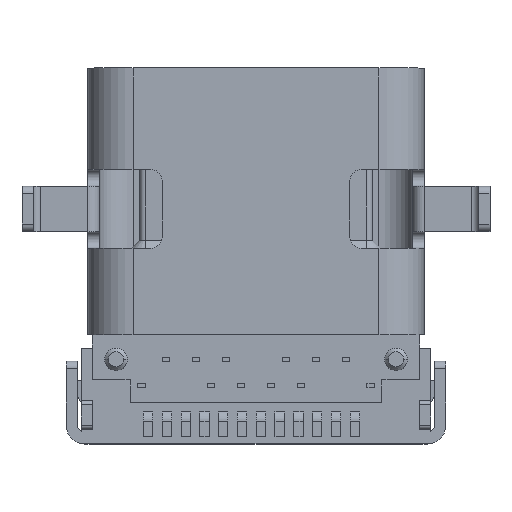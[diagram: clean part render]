
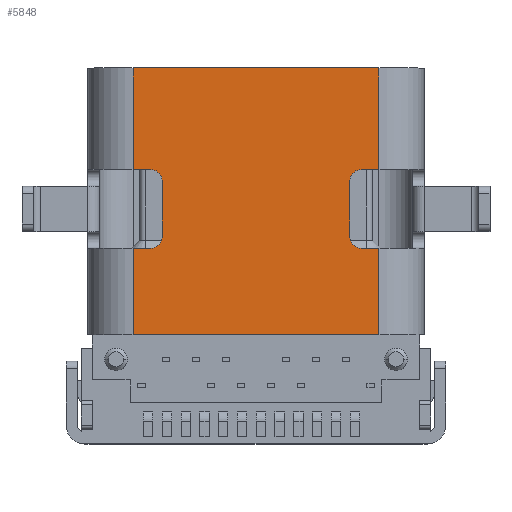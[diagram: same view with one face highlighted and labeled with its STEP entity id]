
A CAD part, top view. The second image highlights one B-rep face of the part: STEP entity #5848.
In plain terms, the highlighted planar face has unit normal (0, 0, 1).
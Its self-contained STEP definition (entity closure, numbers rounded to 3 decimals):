
#20=DIRECTION('',(1.,0.,0.));
#21=VECTOR('',#20,6.54);
#22=CARTESIAN_POINT('',(-3.27,0.,0.));
#23=LINE('',#22,#21);
#95=DIRECTION('',(1.,0.,0.));
#96=VECTOR('',#95,6.54);
#97=CARTESIAN_POINT('',(-3.27,-7.095,0.));
#98=LINE('',#97,#96);
#964=CARTESIAN_POINT('',(2.8,-4.5,0.));
#965=DIRECTION('',(0.,0.,-1.));
#966=DIRECTION('',(0.,-1.,0.));
#967=AXIS2_PLACEMENT_3D('',#964,#965,#966);
#977=DIRECTION('',(0.,-1.,0.));
#978=VECTOR('',#977,1.5);
#979=CARTESIAN_POINT('',(-2.5,-3.,0.));
#980=LINE('',#979,#978);
#981=DIRECTION('',(1.,0.,0.));
#982=VECTOR('',#981,0.47);
#983=CARTESIAN_POINT('',(-3.27,-2.7,0.));
#984=LINE('',#983,#982);
#985=DIRECTION('',(0.,-1.,0.));
#986=VECTOR('',#985,2.7);
#987=CARTESIAN_POINT('',(-3.27,0.,0.));
#988=LINE('',#987,#986);
#989=DIRECTION('',(1.,0.,0.));
#990=VECTOR('',#989,0.47);
#991=CARTESIAN_POINT('',(2.8,-2.7,0.));
#992=LINE('',#991,#990);
#993=DIRECTION('',(0.,-1.,0.));
#994=VECTOR('',#993,1.5);
#995=CARTESIAN_POINT('',(2.5,-3.,0.));
#996=LINE('',#995,#994);
#997=DIRECTION('',(1.,0.,0.));
#998=VECTOR('',#997,0.47);
#999=CARTESIAN_POINT('',(2.8,-4.8,0.));
#1000=LINE('',#999,#998);
#1001=DIRECTION('',(0.,-1.,0.));
#1002=VECTOR('',#1001,2.295);
#1003=CARTESIAN_POINT('',(-3.27,-4.8,0.));
#1004=LINE('',#1003,#1002);
#1005=DIRECTION('',(1.,0.,0.));
#1006=VECTOR('',#1005,0.47);
#1007=CARTESIAN_POINT('',(-3.27,-4.8,0.));
#1008=LINE('',#1007,#1006);
#1017=CARTESIAN_POINT('',(-2.8,-4.5,0.));
#1018=DIRECTION('',(0.,0.,-1.));
#1019=DIRECTION('',(1.,0.,0.));
#1020=AXIS2_PLACEMENT_3D('',#1017,#1018,#1019);
#1062=CARTESIAN_POINT('',(-2.8,-3.,0.));
#1063=DIRECTION('',(0.,0.,-1.));
#1064=DIRECTION('',(0.,1.,0.));
#1065=AXIS2_PLACEMENT_3D('',#1062,#1063,#1064);
#1433=CARTESIAN_POINT('',(2.8,-3.,0.));
#1434=DIRECTION('',(0.,0.,-1.));
#1435=DIRECTION('',(-1.,0.,0.));
#1436=AXIS2_PLACEMENT_3D('',#1433,#1434,#1435);
#1448=DIRECTION('',(0.,-1.,0.));
#1449=VECTOR('',#1448,2.7);
#1450=CARTESIAN_POINT('',(3.27,0.,0.));
#1451=LINE('',#1450,#1449);
#1457=DIRECTION('',(0.,-1.,0.));
#1458=VECTOR('',#1457,2.295);
#1459=CARTESIAN_POINT('',(3.27,-4.8,0.));
#1460=LINE('',#1459,#1458);
#3609=CARTESIAN_POINT('',(-3.27,0.,0.));
#3610=VERTEX_POINT('',#3609);
#3611=CARTESIAN_POINT('',(3.27,0.,0.));
#3612=VERTEX_POINT('',#3611);
#3623=CARTESIAN_POINT('',(-3.27,-7.095,0.));
#3624=VERTEX_POINT('',#3623);
#3625=CARTESIAN_POINT('',(3.27,-7.095,0.));
#3626=VERTEX_POINT('',#3625);
#3667=CARTESIAN_POINT('',(3.27,-2.7,0.));
#3669=VERTEX_POINT('',#3667);
#3671=CARTESIAN_POINT('',(3.27,-4.8,0.));
#3673=VERTEX_POINT('',#3671);
#3719=CARTESIAN_POINT('',(-3.27,-2.7,0.));
#3720=VERTEX_POINT('',#3719);
#3721=CARTESIAN_POINT('',(-3.27,-4.8,0.));
#3722=VERTEX_POINT('',#3721);
#3760=CARTESIAN_POINT('',(2.5,-4.5,0.));
#3762=VERTEX_POINT('',#3760);
#3764=CARTESIAN_POINT('',(2.8,-4.8,0.));
#3766=VERTEX_POINT('',#3764);
#3767=CARTESIAN_POINT('',(2.5,-3.,0.));
#3769=VERTEX_POINT('',#3767);
#3771=CARTESIAN_POINT('',(2.8,-2.7,0.));
#3773=VERTEX_POINT('',#3771);
#3815=CARTESIAN_POINT('',(-2.8,-2.7,0.));
#3816=CARTESIAN_POINT('',(-2.5,-3.,0.));
#3817=VERTEX_POINT('',#3815);
#3818=VERTEX_POINT('',#3816);
#3819=CARTESIAN_POINT('',(-2.5,-4.5,0.));
#3821=VERTEX_POINT('',#3819);
#3823=CARTESIAN_POINT('',(-2.8,-4.8,0.));
#3825=VERTEX_POINT('',#3823);
#5814=CARTESIAN_POINT('',(-3.27,0.,0.));
#5815=DIRECTION('',(0.,0.,1.));
#5816=DIRECTION('',(1.,0.,0.));
#5817=AXIS2_PLACEMENT_3D('',#5814,#5815,#5816);
#5818=PLANE('',#5817);
#5820=ORIENTED_EDGE('',*,*,#5819,.F.);
#5822=ORIENTED_EDGE('',*,*,#5821,.F.);
#5824=ORIENTED_EDGE('',*,*,#5823,.F.);
#5826=ORIENTED_EDGE('',*,*,#5825,.F.);
#5827=ORIENTED_EDGE('',*,*,#4726,.T.);
#5829=ORIENTED_EDGE('',*,*,#5828,.T.);
#5831=ORIENTED_EDGE('',*,*,#5830,.F.);
#5833=ORIENTED_EDGE('',*,*,#5832,.F.);
#5834=ORIENTED_EDGE('',*,*,#5805,.T.);
#5835=ORIENTED_EDGE('',*,*,#5794,.F.);
#5836=ORIENTED_EDGE('',*,*,#5779,.T.);
#5838=ORIENTED_EDGE('',*,*,#5837,.T.);
#5839=ORIENTED_EDGE('',*,*,#4782,.F.);
#5841=ORIENTED_EDGE('',*,*,#5840,.F.);
#5843=ORIENTED_EDGE('',*,*,#5842,.T.);
#5845=ORIENTED_EDGE('',*,*,#5844,.F.);
#5846=EDGE_LOOP('',(#5820,#5822,#5824,#5826,#5827,#5829,#5831,#5833,#5834,#5835,
#5836,#5838,#5839,#5841,#5843,#5845));
#5847=FACE_OUTER_BOUND('',#5846,.F.);
#968=CIRCLE('',#967,0.3);
#1021=CIRCLE('',#1020,0.3);
#1066=CIRCLE('',#1065,0.3);
#1437=CIRCLE('',#1436,0.3);
#4726=EDGE_CURVE('',#3610,#3612,#23,.T.);
#4782=EDGE_CURVE('',#3624,#3626,#98,.T.);
#5779=EDGE_CURVE('',#3766,#3673,#1000,.T.);
#5794=EDGE_CURVE('',#3766,#3762,#968,.T.);
#5805=EDGE_CURVE('',#3769,#3762,#996,.T.);
#5819=EDGE_CURVE('',#3818,#3821,#980,.T.);
#5821=EDGE_CURVE('',#3817,#3818,#1066,.T.);
#5823=EDGE_CURVE('',#3720,#3817,#984,.T.);
#5825=EDGE_CURVE('',#3610,#3720,#988,.T.);
#5828=EDGE_CURVE('',#3612,#3669,#1451,.T.);
#5830=EDGE_CURVE('',#3773,#3669,#992,.T.);
#5832=EDGE_CURVE('',#3769,#3773,#1437,.T.);
#5837=EDGE_CURVE('',#3673,#3626,#1460,.T.);
#5840=EDGE_CURVE('',#3722,#3624,#1004,.T.);
#5842=EDGE_CURVE('',#3722,#3825,#1008,.T.);
#5844=EDGE_CURVE('',#3821,#3825,#1021,.T.);
#5848=ADVANCED_FACE('',(#5847),#5818,.T.);
